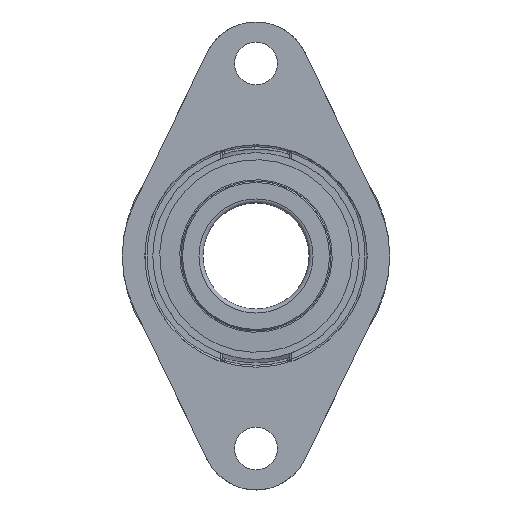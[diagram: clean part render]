
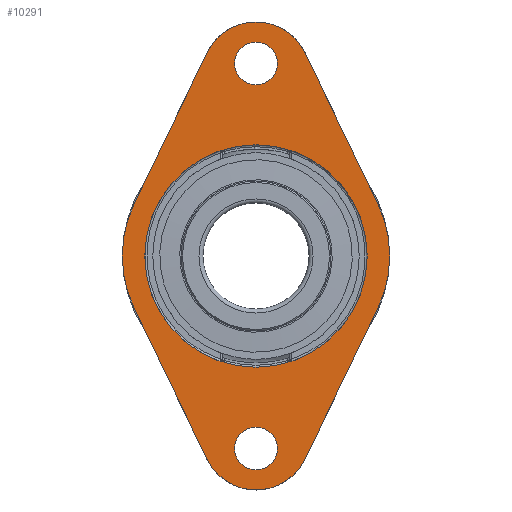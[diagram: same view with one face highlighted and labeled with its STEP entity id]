
A CAD part, left-side view. The second image highlights one B-rep face of the part: STEP entity #10291.
In plain terms, the highlighted face is planar.
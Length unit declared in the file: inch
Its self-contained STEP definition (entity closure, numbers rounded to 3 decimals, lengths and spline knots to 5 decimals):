
#3367=CARTESIAN_POINT('',(-0.76988,1.79254,0.));
#3368=VERTEX_POINT('',#3367);
#3375=CARTESIAN_POINT('',(-2.99242,0.72057,0.));
#3376=VERTEX_POINT('',#3375);
#3377=CARTESIAN_POINT('',(-0.76988,1.79254,0.));
#3378=DIRECTION('',(-0.901,-0.434,0.));
#3379=VECTOR('',#3378,0.97148);
#3380=LINE('',#3377,#3379);
#3381=EDGE_CURVE('',#3368,#3376,#3380,.T.);
#6507=CARTESIAN_POINT('',(0.76988,-1.79254,0.));
#6508=VERTEX_POINT('',#6507);
#6515=CARTESIAN_POINT('',(2.99242,-0.72057,0.));
#6516=VERTEX_POINT('',#6515);
#6517=CARTESIAN_POINT('',(0.76988,-1.79254,0.));
#6518=DIRECTION('',(0.901,0.434,0.));
#6519=VECTOR('',#6518,0.97148);
#6520=LINE('',#6517,#6519);
#6521=EDGE_CURVE('',#6508,#6516,#6520,.T.);
#8154=CARTESIAN_POINT('',(2.99242,0.72057,0.));
#8155=VERTEX_POINT('',#8154);
#8156=CARTESIAN_POINT('',(2.64488,0.,0.));
#8157=DIRECTION('',(0.,0.,1.));
#8158=DIRECTION('',(1.,0.,-0.));
#8159=AXIS2_PLACEMENT_3D('',#8156,#8157,#8158);
#8160=CIRCLE('',#8159,0.8);
#8161=EDGE_CURVE('',#6516,#8155,#8160,.T.);
#10067=CARTESIAN_POINT('',(-0.,-1.63769,0.));
#10068=VERTEX_POINT('',#10067);
#10089=CARTESIAN_POINT('',(0.,1.63769,0.));
#10090=VERTEX_POINT('',#10089);
#10091=CARTESIAN_POINT('',(0.,0.,0.));
#10092=DIRECTION('',(0.,-0.,1.));
#10093=DIRECTION('',(0.,1.,0.));
#10094=AXIS2_PLACEMENT_3D('',#10091,#10092,#10093);
#10095=CIRCLE('',#10094,1.63769);
#10096=EDGE_CURVE('',#10090,#10068,#10095,.T.);
#10098=CARTESIAN_POINT('',(0.,0.,0.));
#10099=DIRECTION('',(0.,-0.,1.));
#10100=DIRECTION('',(0.,1.,0.));
#10101=AXIS2_PLACEMENT_3D('',#10098,#10099,#10100);
#10102=CIRCLE('',#10101,1.63769);
#10103=EDGE_CURVE('',#10068,#10090,#10102,.T.);
#10176=CARTESIAN_POINT('',(2.51969,0.,0.));
#10177=VERTEX_POINT('',#10176);
#10184=CARTESIAN_POINT('',(2.83465,0.,0.));
#10185=DIRECTION('',(0.,0.,1.));
#10186=DIRECTION('',(1.,0.,-0.));
#10187=AXIS2_PLACEMENT_3D('',#10184,#10185,#10186);
#10188=CIRCLE('',#10187,0.31496);
#10189=EDGE_CURVE('',#10177,#10177,#10188,.T.);
#10202=CARTESIAN_POINT('',(-3.14961,0.,0.));
#10203=VERTEX_POINT('',#10202);
#10210=CARTESIAN_POINT('',(-2.83465,0.,0.));
#10211=DIRECTION('',(0.,0.,1.));
#10212=DIRECTION('',(1.,0.,-0.));
#10213=AXIS2_PLACEMENT_3D('',#10210,#10211,#10212);
#10214=CIRCLE('',#10213,0.31496);
#10215=EDGE_CURVE('',#10203,#10203,#10214,.T.);
#10223=CARTESIAN_POINT('',(-0.,-0.,0.));
#10224=DIRECTION('',(0.,0.,1.));
#10225=DIRECTION('',(1.,0.,0.));
#10226=AXIS2_PLACEMENT_3D('',#10223,#10224,#10225);
#10227=PLANE('',#10226);
#10228=ORIENTED_EDGE('',*,*,#10096,.T.);
#10229=ORIENTED_EDGE('',*,*,#10103,.T.);
#10230=EDGE_LOOP('',(#10228,#10229));
#10231=FACE_BOUND('',#10230,.T.);
#10232=ORIENTED_EDGE('',*,*,#3381,.F.);
#10233=CARTESIAN_POINT('',(0.76988,1.79254,0.));
#10234=VERTEX_POINT('',#10233);
#10235=CARTESIAN_POINT('',(0.,0.19634,0.));
#10236=DIRECTION('',(0.,0.,1.));
#10237=DIRECTION('',(1.,0.,-0.));
#10238=AXIS2_PLACEMENT_3D('',#10235,#10236,#10237);
#10239=CIRCLE('',#10238,1.77217);
#10240=EDGE_CURVE('',#10234,#3368,#10239,.T.);
#10241=ORIENTED_EDGE('',*,*,#10240,.F.);
#10242=CARTESIAN_POINT('',(2.99242,0.72057,0.));
#10243=DIRECTION('',(-0.901,0.434,0.));
#10244=VECTOR('',#10243,0.97148);
#10245=LINE('',#10242,#10244);
#10246=EDGE_CURVE('',#8155,#10234,#10245,.T.);
#10247=ORIENTED_EDGE('',*,*,#10246,.F.);
#10248=ORIENTED_EDGE('',*,*,#8161,.F.);
#10249=ORIENTED_EDGE('',*,*,#6521,.F.);
#10250=CARTESIAN_POINT('',(-0.76988,-1.79254,0.));
#10251=VERTEX_POINT('',#10250);
#10252=CARTESIAN_POINT('',(0.,-0.19634,0.));
#10253=DIRECTION('',(0.,0.,1.));
#10254=DIRECTION('',(1.,0.,-0.));
#10255=AXIS2_PLACEMENT_3D('',#10252,#10253,#10254);
#10256=CIRCLE('',#10255,1.77217);
#10257=EDGE_CURVE('',#10251,#6508,#10256,.T.);
#10258=ORIENTED_EDGE('',*,*,#10257,.F.);
#10259=CARTESIAN_POINT('',(-2.99242,-0.72057,0.));
#10260=VERTEX_POINT('',#10259);
#10261=CARTESIAN_POINT('',(-2.99242,-0.72057,0.));
#10262=DIRECTION('',(0.901,-0.434,0.));
#10263=VECTOR('',#10262,0.97148);
#10264=LINE('',#10261,#10263);
#10265=EDGE_CURVE('',#10260,#10251,#10264,.T.);
#10266=ORIENTED_EDGE('',*,*,#10265,.F.);
#10267=CARTESIAN_POINT('',(-3.44488,-0.,0.));
#10268=VERTEX_POINT('',#10267);
#10269=CARTESIAN_POINT('',(-2.64488,-0.,0.));
#10270=DIRECTION('',(0.,0.,1.));
#10271=DIRECTION('',(1.,0.,-0.));
#10272=AXIS2_PLACEMENT_3D('',#10269,#10270,#10271);
#10273=CIRCLE('',#10272,0.8);
#10274=EDGE_CURVE('',#10268,#10260,#10273,.T.);
#10275=ORIENTED_EDGE('',*,*,#10274,.F.);
#10276=CARTESIAN_POINT('',(-2.64488,-0.,0.));
#10277=DIRECTION('',(0.,0.,1.));
#10278=DIRECTION('',(1.,0.,-0.));
#10279=AXIS2_PLACEMENT_3D('',#10276,#10277,#10278);
#10280=CIRCLE('',#10279,0.8);
#10281=EDGE_CURVE('',#3376,#10268,#10280,.T.);
#10282=ORIENTED_EDGE('',*,*,#10281,.F.);
#10283=EDGE_LOOP('',(#10232,#10241,#10247,#10248,#10249,#10258,#10266,#10275,#10282));
#10284=FACE_BOUND('',#10283,.T.);
#10285=ORIENTED_EDGE('',*,*,#10215,.T.);
#10286=EDGE_LOOP('',(#10285));
#10287=FACE_BOUND('',#10286,.T.);
#10288=ORIENTED_EDGE('',*,*,#10189,.T.);
#10289=EDGE_LOOP('',(#10288));
#10290=FACE_BOUND('',#10289,.T.);
#10291=ADVANCED_FACE('',(#10231,#10284,#10287,#10290),#10227,.F.);
